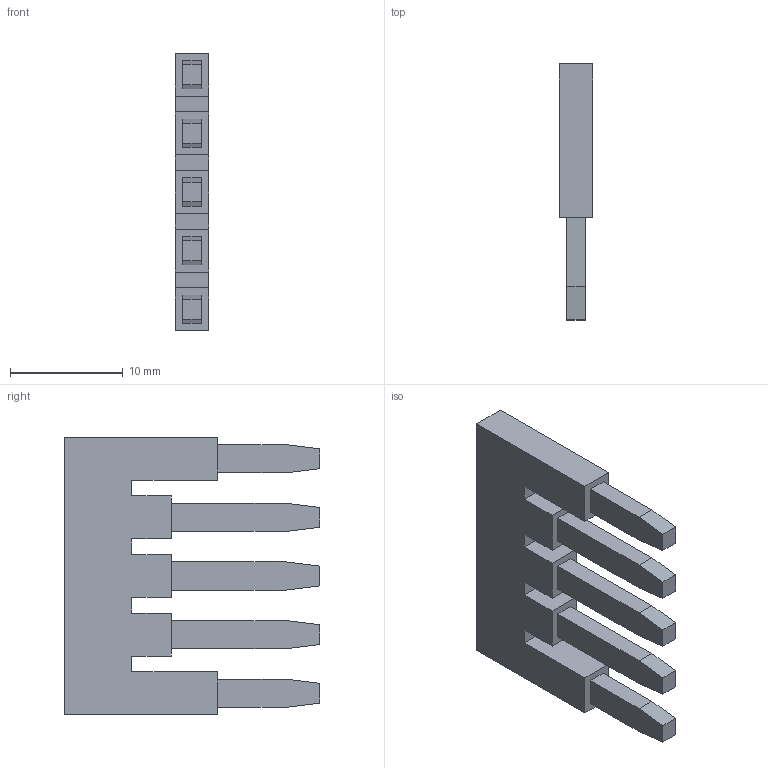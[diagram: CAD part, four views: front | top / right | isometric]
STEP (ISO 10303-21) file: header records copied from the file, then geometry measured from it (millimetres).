
FILE_DESCRIPTION(('OneSpaceDesigner STEP Export'),'2;1');
FILE_NAME('3030190_FBS_5-5_select.stp','2005-05-23T10:34:31',(''),(''),'OneSpace Designer STEP processor (Jan. 2003) for AP203(Solid Model)','OneSpace Designer 12.01C 26-Mar-2004 (C) CoCreate Software GmbH','');
FILE_SCHEMA(('CONFIG_CONTROL_DESIGN'));
Length unit declared in the file: millimetre
Products named in the file (2): 3030190_FBS_5-5_select
Assembly tree (1 placements, depth 2):
  3030190_FBS_5-5_select
    3030190_FBS_5-5_select
Bounding box: 3 x 22.68 x 24.6 mm (x, y, z)
Volume: 957.8 mm3; surface area: 1284.9 mm2
Topology: 1 solids, 1 shells, 57 faces, 150 edges, 100 vertices
Faces by surface type: plane 57
Entity records: 2402 total; most frequent: CARTESIAN_POINT 309, ORIENTED_EDGE 300, DIRECTION 268, VECTOR 150, LINE 150, EDGE_CURVE 150, VERTEX_POINT 100, EDGE_LOOP 62
